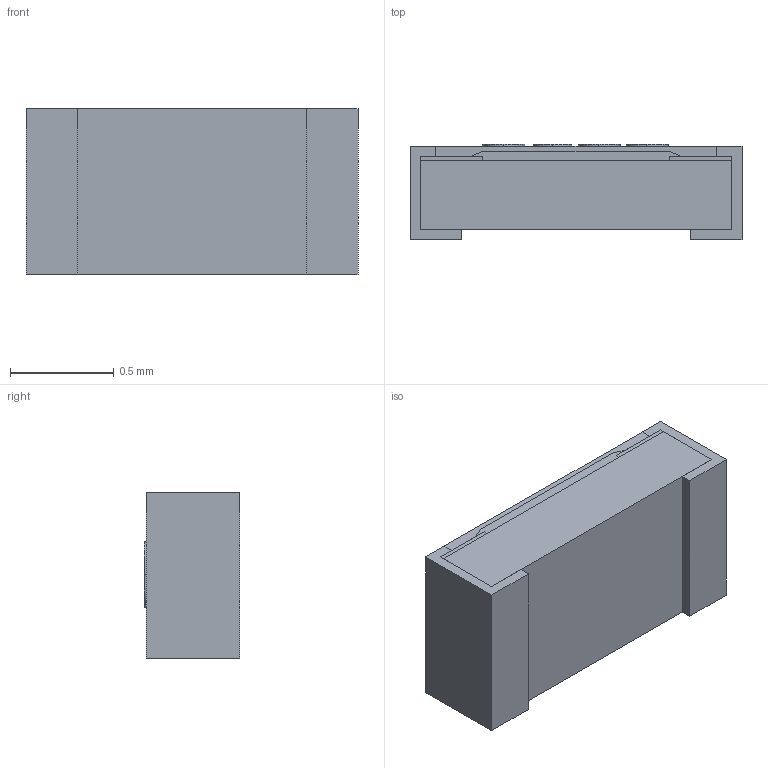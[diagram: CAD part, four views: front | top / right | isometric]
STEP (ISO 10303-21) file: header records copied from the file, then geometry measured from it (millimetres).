
FILE_DESCRIPTION (( 'STEP AP214' ), '1' );
FILE_NAME ('User Library-yageo_resistor_0603.STEP', '2020-03-30T20:05:08', ( '' ), ( '' ), 'SwSTEP 2.0', 'SolidWorks 2019', '' );
FILE_SCHEMA (( 'AUTOMOTIVE_DESIGN' ));
Length unit declared in the file: millimetre
Products named in the file (1): User Library-yageo_resistor_0603
Bounding box: 1.6 x 0.46 x 0.8 mm (x, y, z)
Volume: 0.5 mm3; surface area: 12 mm2
Topology: 11 solids, 11 shells, 129 faces, 321 edges, 214 vertices
Faces by surface type: plane 88, bspline 41
Entity records: 6894 total; most frequent: CARTESIAN_POINT 3570, ORIENTED_EDGE 642, DIRECTION 417, EDGE_CURVE 321, VECTOR 239, LINE 239, VERTEX_POINT 214, EDGE_LOOP 135
